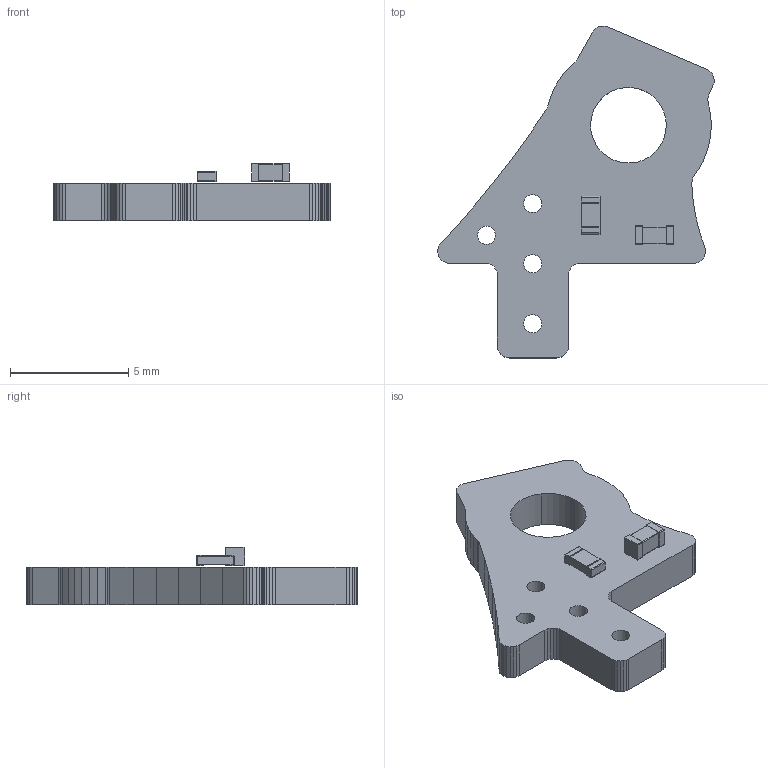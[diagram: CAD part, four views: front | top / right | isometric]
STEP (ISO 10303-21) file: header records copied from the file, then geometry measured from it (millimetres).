
FILE_DESCRIPTION(('KiCad electronic assembly'),'2;1');
FILE_NAME('ball-catch-right-unit.step','2024-04-27T21:22:54',('Pcbnew'), ('Kicad'),'Open CASCADE STEP processor 7.6','KiCad to STEP converter', 'Unknown');
FILE_SCHEMA(('AUTOMOTIVE_DESIGN { 1 0 10303 214 1 1 1 1 }'));
Length unit declared in the file: millimetre
Products named in the file (6): ball-catch-right-unit 1; C_0603_1608Metric; SOLID; R_0603_1608Metric; _autosave-ball-catch-right-unit PCB
Assembly tree (5 placements, depth 3):
  ball-catch-right-unit 1
    C_0603_1608Metric
      SOLID
    R_0603_1608Metric
      SOLID
    _autosave-ball-catch-right-unit PCB
Bounding box: 11.69 x 14.04 x 2.45 mm (x, y, z)
Volume: 125.1 mm3; surface area: 267.2 mm2
Topology: 3 solids, 3 shells, 155 faces, 437 edges, 290 vertices
Faces by surface type: plane 128, cylinder 27
Full cylindrical faces by diameter (mm): 0.762 x4
Entity records: 11251 total; most frequent: CARTESIAN_POINT 1970, DIRECTION 1649, LINE 1199, VECTOR 1199, ORIENTED_EDGE 874, PCURVE 874, DEFINITIONAL_REPRESENTATION 874, EDGE_CURVE 437
